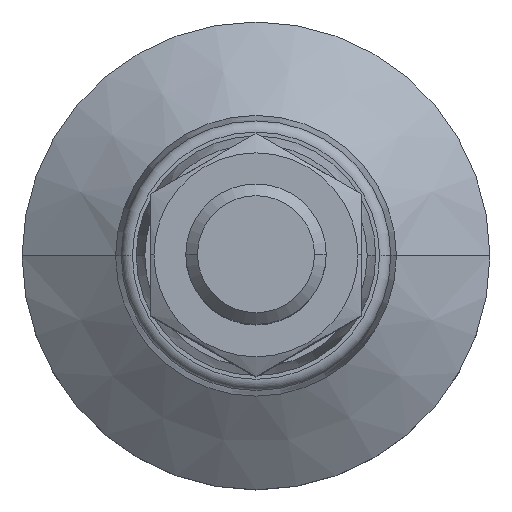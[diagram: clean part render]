
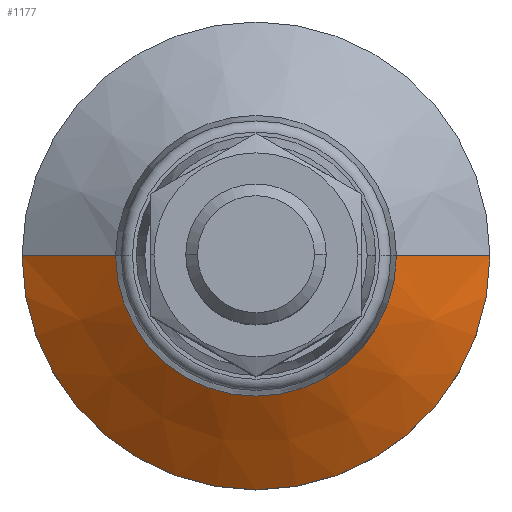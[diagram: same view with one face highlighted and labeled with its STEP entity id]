
A CAD part, top view. The second image highlights one B-rep face of the part: STEP entity #1177.
In plain terms, the highlighted conical face has half-angle 55.008 degrees and reference radius 12.7 mm.
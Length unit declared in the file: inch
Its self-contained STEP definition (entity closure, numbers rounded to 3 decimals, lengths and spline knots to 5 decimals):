
#1119=CARTESIAN_POINT('',(0.375,0.,0.393));
#1120=VERTEX_POINT('',#1119);
#1128=CARTESIAN_POINT('',(-0.375,0.,0.393));
#1129=VERTEX_POINT('',#1128);
#1136=CARTESIAN_POINT('',(0.0,0.,0.393));
#1137=DIRECTION('',(0.0,0.0,1.0));
#1138=DIRECTION('',(1.0,0.0,0.0));
#1139=AXIS2_PLACEMENT_3D('',#1136,#1137,#1138);
#1140=CIRCLE('',#1139,0.375);
#1141=EDGE_CURVE('',#1129,#1120,#1140,.T.);
#1146=CARTESIAN_POINT('',(0.0,0.,0.3055));
#1147=DIRECTION('',(0.0,0.,-1.0));
#1148=DIRECTION('',(1.0,0.0,0.0));
#1149=AXIS2_PLACEMENT_3D('',#1146,#1147,#1148);
#1150=CONICAL_SURFACE('',#1149,0.5,55.008);
#1151=CARTESIAN_POINT('',(0.625,0.,0.218));
#1152=VERTEX_POINT('',#1151);
#1153=CARTESIAN_POINT('',(0.375,0.,0.393));
#1154=DIRECTION('',(0.819,0.,-0.573));
#1155=VECTOR('',#1154,0.30516);
#1156=LINE('',#1153,#1155);
#1157=EDGE_CURVE('',#1120,#1152,#1156,.T.);
#1158=ORIENTED_EDGE('',*,*,#1157,.F.);
#1159=ORIENTED_EDGE('',*,*,#1141,.F.);
#1160=CARTESIAN_POINT('',(-0.625,0.,0.218));
#1161=VERTEX_POINT('',#1160);
#1162=CARTESIAN_POINT('',(-0.375,0.,0.393));
#1163=DIRECTION('',(-0.819,0.,-0.573));
#1164=VECTOR('',#1163,0.30516);
#1165=LINE('',#1162,#1164);
#1166=EDGE_CURVE('',#1129,#1161,#1165,.T.);
#1167=ORIENTED_EDGE('',*,*,#1166,.T.);
#1168=CARTESIAN_POINT('',(0.0,0.,0.218));
#1169=DIRECTION('',(0.0,0.0,1.0));
#1170=DIRECTION('',(1.0,0.0,0.0));
#1171=AXIS2_PLACEMENT_3D('',#1168,#1169,#1170);
#1172=CIRCLE('',#1171,0.625);
#1173=EDGE_CURVE('',#1161,#1152,#1172,.T.);
#1174=ORIENTED_EDGE('',*,*,#1173,.T.);
#1175=EDGE_LOOP('',(#1158,#1159,#1167,#1174));
#1176=FACE_OUTER_BOUND('',#1175,.T.);
#1177=ADVANCED_FACE('',(#1176),#1150,.T.);
